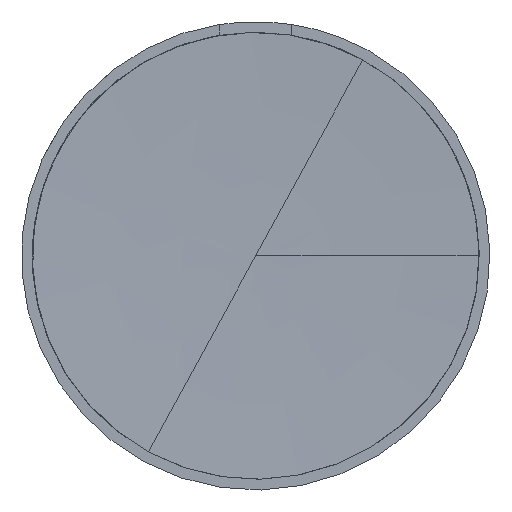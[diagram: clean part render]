
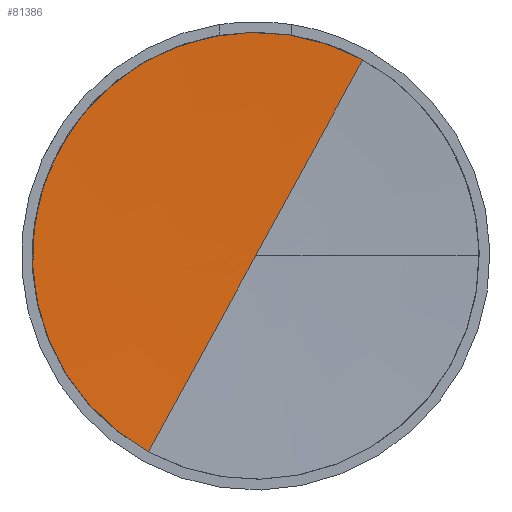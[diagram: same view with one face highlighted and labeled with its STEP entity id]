
A CAD part, left-side view. The second image highlights one B-rep face of the part: STEP entity #81386.
In plain terms, the highlighted free-form (B-spline) face has degree [7, 3] with [8, 4] control points.
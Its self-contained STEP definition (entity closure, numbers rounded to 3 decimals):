
#80841=CARTESIAN_POINT(' ',(-6.033,0.,0.));
#80842=VERTEX_POINT(' ',#80841);
#80856=CARTESIAN_POINT(' ',(-999.496,0.,0.));
#80861=DIRECTION(' ',(0.,0.878,0.479));
#80866=DIRECTION(' ',(1.,-0.015,0.027));
#80871=AXIS2_PLACEMENT_3D(' ',#80856,#80861,#80866);
#80876=CIRCLE('',#80871,993.462);
#80881=CARTESIAN_POINT(' ',(-6.517,-14.863,27.206));
#80882=VERTEX_POINT(' ',#80881);
#80886=EDGE_CURVE(' ',#80882,#80842,#80876,.T.);
#81101=CARTESIAN_POINT(' ',(-6.517,14.863,-27.206));
#81102=VERTEX_POINT(' ',#81101);
#81116=CARTESIAN_POINT(' ',(-999.465,0.,0.));
#81121=DIRECTION(' ',(0.,-0.878,-0.479));
#81126=DIRECTION(' ',(1.,0.015,-0.027));
#81131=AXIS2_PLACEMENT_3D(' ',#81116,#81121,#81126);
#81136=CIRCLE('',#81131,993.432);
#81141=EDGE_CURVE(' ',#81102,#80842,#81136,.T.);
#81166=CARTESIAN_POINT(' ',(-6.033,0.,0.));
#81171=CARTESIAN_POINT(' ',(-6.033,-4.955,9.07));
#81176=CARTESIAN_POINT(' ',(-6.195,-9.91,18.14));
#81181=CARTESIAN_POINT(' ',(-6.517,-14.863,27.206));
#81186=CARTESIAN_POINT(' ',(-6.033,0.,0.));
#81191=CARTESIAN_POINT(' ',(-6.033,-9.026,6.846));
#81196=CARTESIAN_POINT(' ',(-6.195,-18.051,13.693));
#81201=CARTESIAN_POINT(' ',(-6.517,-27.073,20.536));
#81206=CARTESIAN_POINT(' ',(-6.033,0.,0.));
#81211=CARTESIAN_POINT(' ',(-6.033,-11.928,2.492));
#81216=CARTESIAN_POINT(' ',(-6.195,-23.856,4.985));
#81221=CARTESIAN_POINT(' ',(-6.517,-35.778,7.476));
#81226=CARTESIAN_POINT(' ',(-6.033,0.,0.));
#81231=CARTESIAN_POINT(' ',(-6.033,-12.352,-3.269));
#81236=CARTESIAN_POINT(' ',(-6.195,-24.705,-6.538));
#81241=CARTESIAN_POINT(' ',(-6.517,-37.051,-9.805));
#81246=CARTESIAN_POINT(' ',(-6.033,0.,0.));
#81251=CARTESIAN_POINT(' ',(-6.033,-9.425,-8.628));
#81256=CARTESIAN_POINT(' ',(-6.195,-18.849,-17.256));
#81261=CARTESIAN_POINT(' ',(-6.517,-28.269,-25.88));
#81266=CARTESIAN_POINT(' ',(-6.033,0.,0.));
#81271=CARTESIAN_POINT(' ',(-6.033,-4.347,-11.384));
#81276=CARTESIAN_POINT(' ',(-6.195,-8.695,-22.767));
#81281=CARTESIAN_POINT(' ',(-6.517,-13.04,-34.145));
#81286=CARTESIAN_POINT(' ',(-6.033,0.,0.));
#81291=CARTESIAN_POINT(' ',(-6.033,0.884,-11.294));
#81296=CARTESIAN_POINT(' ',(-6.195,1.769,-22.588));
#81301=CARTESIAN_POINT(' ',(-6.517,2.653,-33.876));
#81306=CARTESIAN_POINT(' ',(-6.033,0.,0.));
#81311=CARTESIAN_POINT(' ',(-6.033,4.955,-9.07));
#81316=CARTESIAN_POINT(' ',(-6.195,9.91,-18.14));
#81321=CARTESIAN_POINT(' ',(-6.517,14.863,-27.206));
#81326=B_SPLINE_SURFACE_WITH_KNOTS(' ',7,3,((#81166,#81171,#81176,#81181),(#81186,#81191,#81196,#81201),(#81206,#81211,#81216,#81221),(#81226,#81231,#81236,#81241),(#81246,#81251,#81256,#81261),(#81266,#81271,#81276,#81281),(#81286,#81291,#81296,#81301),(#81306,#81311,#81316,#81321)),.UNSPECIFIED.,.F.,.F.,.U.,(8,8),(4,4),(0.,1.),(0.,1.),.UNSPECIFIED.);
#81331=CARTESIAN_POINT(' ',(-6.517,0.,0.));
#81336=DIRECTION(' ',(-1.,0.,0.));
#81341=DIRECTION(' ',(0.,0.479,-0.878));
#81346=AXIS2_PLACEMENT_3D(' ',#81331,#81336,#81341);
#81351=CIRCLE('',#81346,31.001);
#81356=EDGE_CURVE(' ',#81102,#80882,#81351,.T.);
#81361=ORIENTED_EDGE(' ',*,*,#81356,.T.);
#81366=ORIENTED_EDGE(' ',*,*,#80886,.T.);
#81371=ORIENTED_EDGE(' ',*,*,#81141,.F.);
#81376=EDGE_LOOP(' ',(#81361,#81366,#81371));
#81381=FACE_OUTER_BOUND(' ',#81376,.T.);
#81386=ADVANCED_FACE('',(#81381),#81326,.T.);
